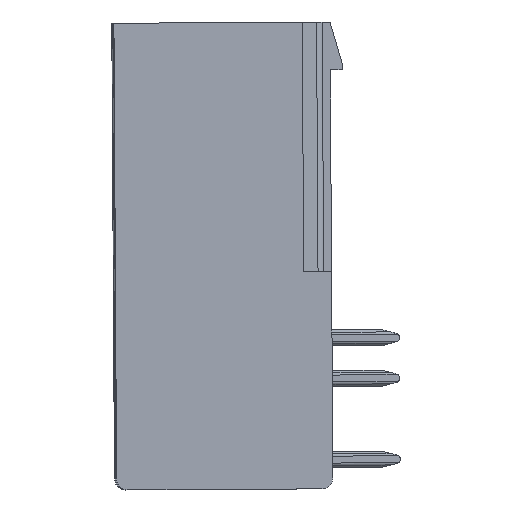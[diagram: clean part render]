
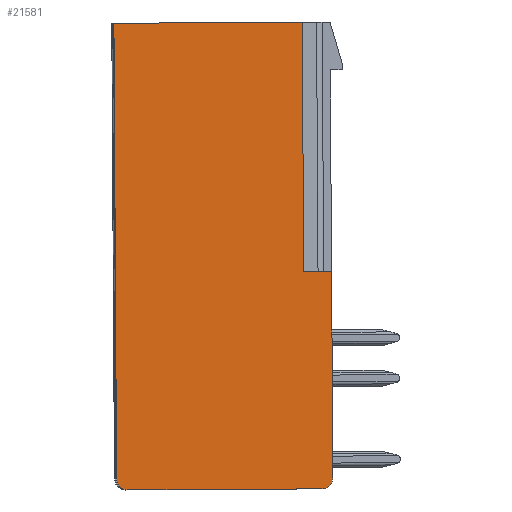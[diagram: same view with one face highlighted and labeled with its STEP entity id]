
A CAD part, left-side view. The second image highlights one B-rep face of the part: STEP entity #21581.
In plain terms, the highlighted face is planar.
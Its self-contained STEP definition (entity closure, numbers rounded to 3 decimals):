
#1786=LINE('',#31085,#3689);
#1789=LINE('',#31096,#3692);
#2132=LINE('',#32136,#4035);
#2133=LINE('',#32138,#4036);
#2134=LINE('',#32140,#4037);
#2135=LINE('',#32141,#4038);
#3689=VECTOR('',#26136,1000.);
#3692=VECTOR('',#26147,1000.);
#4035=VECTOR('',#26882,1000.);
#4036=VECTOR('',#26883,1000.);
#4037=VECTOR('',#26884,1000.);
#4038=VECTOR('',#26885,1000.);
#8321=ORIENTED_EDGE('',*,*,#11008,.T.);
#8322=ORIENTED_EDGE('',*,*,#11009,.F.);
#8323=ORIENTED_EDGE('',*,*,#11010,.T.);
#8324=ORIENTED_EDGE('',*,*,#10575,.T.);
#8325=ORIENTED_EDGE('',*,*,#10574,.T.);
#8326=ORIENTED_EDGE('',*,*,#11011,.F.);
#8327=ORIENTED_EDGE('',*,*,#10562,.T.);
#8328=ORIENTED_EDGE('',*,*,#10570,.F.);
#10562=EDGE_CURVE('',#12299,#12298,#12901,.T.);
#10570=EDGE_CURVE('',#12304,#12298,#1786,.T.);
#10574=EDGE_CURVE('',#12306,#12308,#12904,.T.);
#10575=EDGE_CURVE('',#12309,#12306,#1789,.T.);
#11008=EDGE_CURVE('',#12304,#12613,#2132,.T.);
#11009=EDGE_CURVE('',#12614,#12613,#2133,.T.);
#11010=EDGE_CURVE('',#12614,#12309,#2134,.T.);
#11011=EDGE_CURVE('',#12299,#12308,#2135,.T.);
#12298=VERTEX_POINT('',#31069);
#12299=VERTEX_POINT('',#31071);
#12304=VERTEX_POINT('',#31084);
#12306=VERTEX_POINT('',#31089);
#12308=VERTEX_POINT('',#31093);
#12309=VERTEX_POINT('',#31097);
#12613=VERTEX_POINT('',#32137);
#12614=VERTEX_POINT('',#32139);
#12901=CIRCLE('',#22583,0.7);
#12904=CIRCLE('',#22588,0.7);
#13699=EDGE_LOOP('',(#8321,#8322,#8323,#8324,#8325,#8326,#8327,#8328));
#14506=FACE_BOUND('',#13699,.T.);
#15145=PLANE('',#22785);
#21581=ADVANCED_FACE('',(#14506),#15145,.F.);
#22583=AXIS2_PLACEMENT_3D('',#31070,#26124,#26125);
#22588=AXIS2_PLACEMENT_3D('',#31094,#26143,#26144);
#22785=AXIS2_PLACEMENT_3D('',#32135,#26880,#26881);
#26124=DIRECTION('',(0.,0.,1.));
#26125=DIRECTION('',(1.,0.,0.));
#26136=DIRECTION('',(-1.,0.,0.));
#26143=DIRECTION('',(0.,0.,1.));
#26144=DIRECTION('',(1.,0.,0.));
#26147=DIRECTION('',(-1.,0.,0.));
#26880=DIRECTION('',(0.,0.,-1.));
#26881=DIRECTION('',(-1.,0.,0.));
#26882=DIRECTION('',(0.,1.,0.));
#26883=DIRECTION('',(-1.,0.,0.));
#26884=DIRECTION('',(0.,1.,0.));
#26885=DIRECTION('',(0.,1.,0.));
#31069=CARTESIAN_POINT('',(52.3,27.4,57.48));
#31070=CARTESIAN_POINT('',(52.3,28.1,57.48));
#31071=CARTESIAN_POINT('',(51.6,28.1,57.48));
#31084=CARTESIAN_POINT('',(65.2,27.4,57.48));
#31085=CARTESIAN_POINT('',(80.694,27.4,57.48));
#31089=CARTESIAN_POINT('',(52.3,40.95,57.48));
#31093=CARTESIAN_POINT('',(51.6,40.25,57.48));
#31094=CARTESIAN_POINT('',(52.3,40.25,57.48));
#31096=CARTESIAN_POINT('',(80.694,40.95,57.48));
#31097=CARTESIAN_POINT('',(80.85,40.95,57.48));
#32135=CARTESIAN_POINT('',(56.35,27.39,57.48));
#32136=CARTESIAN_POINT('',(65.2,27.39,57.48));
#32137=CARTESIAN_POINT('',(65.2,29.15,57.48));
#32138=CARTESIAN_POINT('',(80.694,29.15,57.48));
#32139=CARTESIAN_POINT('',(80.85,29.15,57.48));
#32140=CARTESIAN_POINT('',(80.85,27.39,57.48));
#32141=CARTESIAN_POINT('',(51.6,27.39,57.48));
